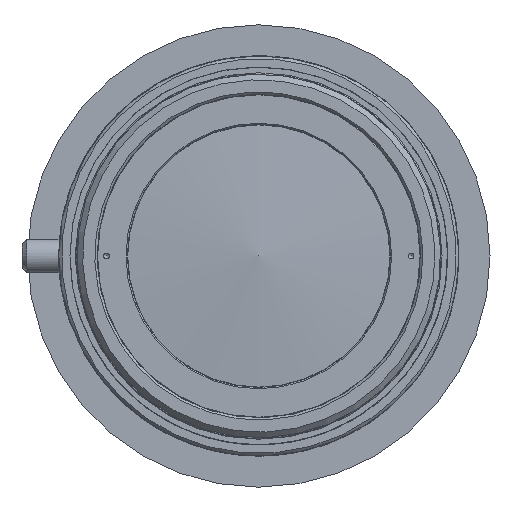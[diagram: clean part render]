
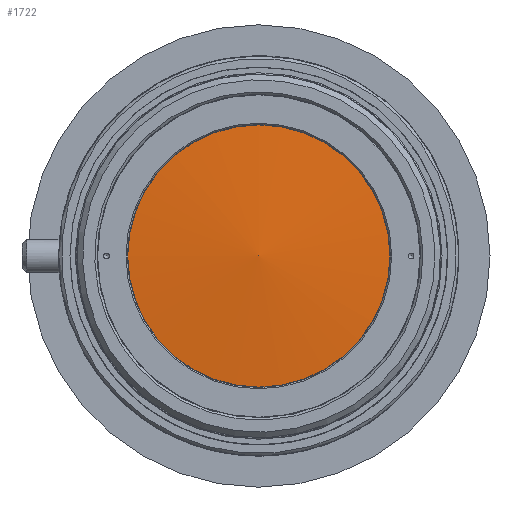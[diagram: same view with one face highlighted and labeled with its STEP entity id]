
A CAD part, left-side view. The second image highlights one B-rep face of the part: STEP entity #1722.
In plain terms, the highlighted spherical face has radius 163.039 mm.
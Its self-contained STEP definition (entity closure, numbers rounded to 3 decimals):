
#134=SPHERICAL_SURFACE('',#11314,163.039);
#142=VERTEX_LOOP('',#7968);
#640=CIRCLE('',#11313,23.317);
#1104=FACE_BOUND('',#142,.T.);
#1105=FACE_BOUND('',#3065,.T.);
#1722=ADVANCED_FACE('',(#1104,#1105),#134,.T.);
#3065=EDGE_LOOP('',(#6553));
#6553=ORIENTED_EDGE('',*,*,#9427,.F.);
#7968=VERTEX_POINT('',#20872);
#7969=VERTEX_POINT('',#20874);
#9427=EDGE_CURVE('',#7969,#7969,#640,.T.);
#11313=AXIS2_PLACEMENT_3D('',#20873,#13254,#13255);
#11314=AXIS2_PLACEMENT_3D('',#20875,#13256,#13257);
#13254=DIRECTION('',(1.,0.,0.));
#13255=DIRECTION('',(0.,0.,-1.));
#13256=DIRECTION('',(-1.,0.,0.));
#13257=DIRECTION('',(0.,1.,0.));
#20872=CARTESIAN_POINT('',(-238.071,0.,0.));
#20873=CARTESIAN_POINT('',(-236.395,0.,0.));
#20874=CARTESIAN_POINT('',(-236.395,0.,-23.317));
#20875=CARTESIAN_POINT('',(-75.032,0.,0.));
